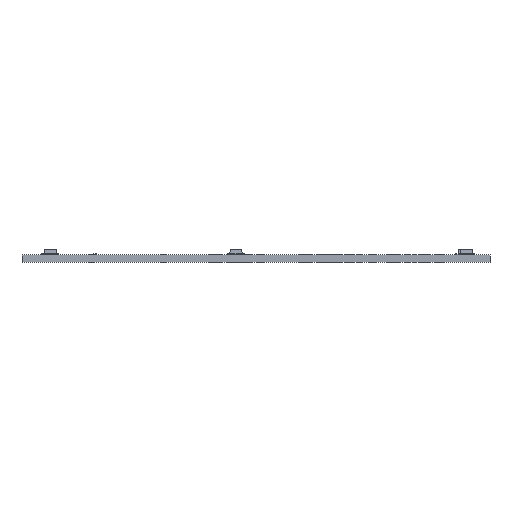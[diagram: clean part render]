
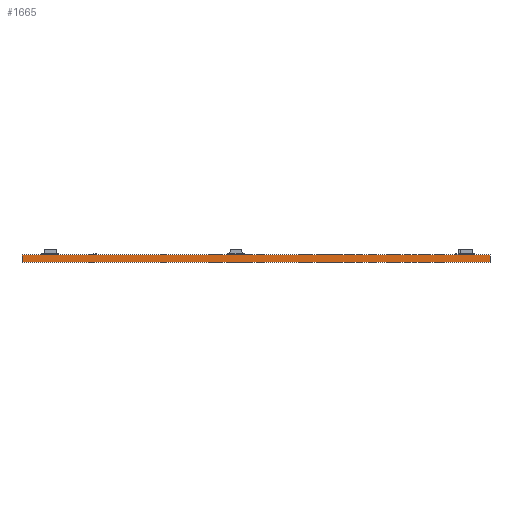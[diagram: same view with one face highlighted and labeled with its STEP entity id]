
A CAD part, front view. The second image highlights one B-rep face of the part: STEP entity #1665.
In plain terms, the highlighted planar face has unit normal (0, -1, 0).
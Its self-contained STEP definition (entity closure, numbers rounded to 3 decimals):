
#1665 = ADVANCED_FACE('',(#1666),#1700,.T.);
#1666 = FACE_BOUND('',#1667,.T.);
#1667 = EDGE_LOOP('',(#1668,#1678,#1686,#1694));
#1668 = ORIENTED_EDGE('',*,*,#1669,.T.);
#1669 = EDGE_CURVE('',#1670,#1672,#1674,.T.);
#1670 = VERTEX_POINT('',#1671);
#1671 = CARTESIAN_POINT('',(184.,-136.,0.));
#1672 = VERTEX_POINT('',#1673);
#1673 = CARTESIAN_POINT('',(184.,-136.,1.6));
#1674 = LINE('',#1675,#1676);
#1675 = CARTESIAN_POINT('',(184.,-136.,0.));
#1676 = VECTOR('',#1677,1.);
#1677 = DIRECTION('',(0.,0.,1.));
#1678 = ORIENTED_EDGE('',*,*,#1679,.T.);
#1679 = EDGE_CURVE('',#1672,#1680,#1682,.T.);
#1680 = VERTEX_POINT('',#1681);
#1681 = CARTESIAN_POINT('',(84.5,-136.,1.6));
#1682 = LINE('',#1683,#1684);
#1683 = CARTESIAN_POINT('',(184.,-136.,1.6));
#1684 = VECTOR('',#1685,1.);
#1685 = DIRECTION('',(-1.,0.,0.));
#1686 = ORIENTED_EDGE('',*,*,#1687,.F.);
#1687 = EDGE_CURVE('',#1688,#1680,#1690,.T.);
#1688 = VERTEX_POINT('',#1689);
#1689 = CARTESIAN_POINT('',(84.5,-136.,0.));
#1690 = LINE('',#1691,#1692);
#1691 = CARTESIAN_POINT('',(84.5,-136.,0.));
#1692 = VECTOR('',#1693,1.);
#1693 = DIRECTION('',(0.,0.,1.));
#1694 = ORIENTED_EDGE('',*,*,#1695,.F.);
#1695 = EDGE_CURVE('',#1670,#1688,#1696,.T.);
#1696 = LINE('',#1697,#1698);
#1697 = CARTESIAN_POINT('',(184.,-136.,0.));
#1698 = VECTOR('',#1699,1.);
#1699 = DIRECTION('',(-1.,0.,0.));
#1700 = PLANE('',#1701);
#1701 = AXIS2_PLACEMENT_3D('',#1702,#1703,#1704);
#1702 = CARTESIAN_POINT('',(184.,-136.,0.));
#1703 = DIRECTION('',(0.,-1.,0.));
#1704 = DIRECTION('',(-1.,0.,0.));
